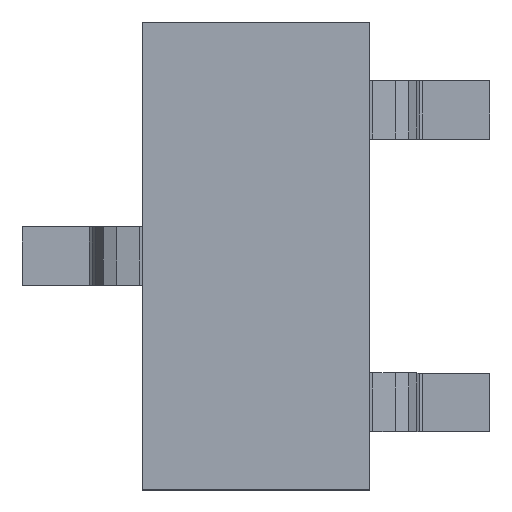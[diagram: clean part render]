
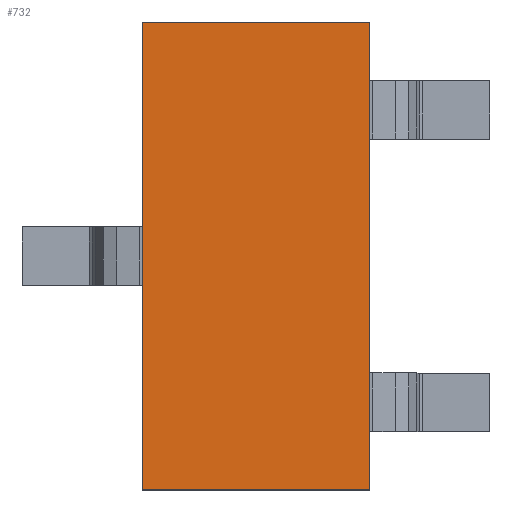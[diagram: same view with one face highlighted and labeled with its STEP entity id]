
A CAD part, top view. The second image highlights one B-rep face of the part: STEP entity #732.
In plain terms, the highlighted planar face has unit normal (0, 0, 1).
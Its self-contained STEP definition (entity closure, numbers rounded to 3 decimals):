
#108=FACE_OUTER_BOUND('',#146,.T.);
#146=EDGE_LOOP('',(#529,#530,#531,#532));
#185=LINE('',#1282,#275);
#187=LINE('',#1286,#277);
#189=LINE('',#1290,#279);
#190=LINE('',#1292,#280);
#275=VECTOR('',#1046,1000.);
#277=VECTOR('',#1050,1000.);
#279=VECTOR('',#1054,1000.);
#280=VECTOR('',#1057,1000.);
#363=VERTEX_POINT('',#1278);
#364=VERTEX_POINT('',#1280);
#365=VERTEX_POINT('',#1284);
#366=VERTEX_POINT('',#1288);
#425=EDGE_CURVE('',#364,#363,#185,.T.);
#427=EDGE_CURVE('',#363,#365,#187,.T.);
#429=EDGE_CURVE('',#365,#366,#189,.T.);
#430=EDGE_CURVE('',#366,#364,#190,.T.);
#529=ORIENTED_EDGE('',*,*,#427,.F.);
#530=ORIENTED_EDGE('',*,*,#425,.F.);
#531=ORIENTED_EDGE('',*,*,#430,.F.);
#532=ORIENTED_EDGE('',*,*,#429,.F.);
#694=PLANE('',#964);
#732=ADVANCED_FACE('',(#108),#694,.T.);
#964=AXIS2_PLACEMENT_3D('',#1293,#1058,#1059);
#1046=DIRECTION('',(0.,1.,0.));
#1050=DIRECTION('',(1.,0.,0.));
#1054=DIRECTION('',(0.,-1.,0.));
#1057=DIRECTION('',(-1.,0.,0.));
#1058=DIRECTION('center_axis',(0.,0.,1.));
#1059=DIRECTION('ref_axis',(1.,0.,0.));
#1278=CARTESIAN_POINT('',(-0.39,0.8,0.65));
#1280=CARTESIAN_POINT('',(-0.39,-0.8,0.65));
#1282=CARTESIAN_POINT('',(-0.39,-0.8,0.65));
#1284=CARTESIAN_POINT('',(0.39,0.8,0.65));
#1286=CARTESIAN_POINT('',(-0.39,0.8,0.65));
#1288=CARTESIAN_POINT('',(0.39,-0.8,0.65));
#1290=CARTESIAN_POINT('',(0.39,0.8,0.65));
#1292=CARTESIAN_POINT('',(0.39,-0.8,0.65));
#1293=CARTESIAN_POINT('Origin',(-0.39,-0.8,0.65));
